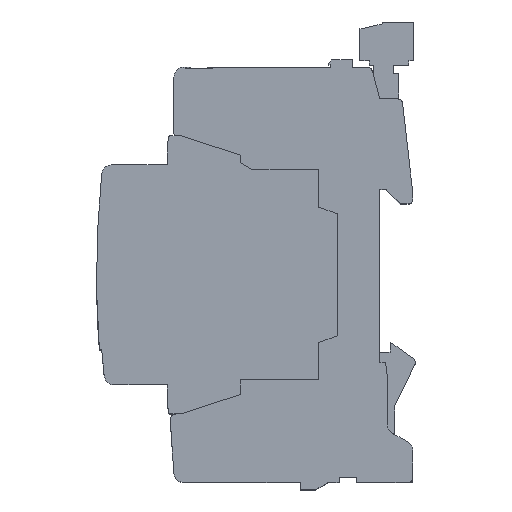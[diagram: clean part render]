
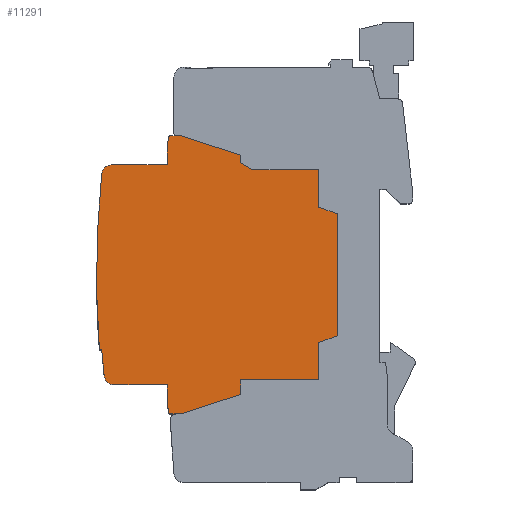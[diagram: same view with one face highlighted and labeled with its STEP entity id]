
A CAD part, top view. The second image highlights one B-rep face of the part: STEP entity #11291.
In plain terms, the highlighted planar face has unit normal (0, 0, 1).
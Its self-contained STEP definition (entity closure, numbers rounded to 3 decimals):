
#1951=DIRECTION('',(1.,0.,0.));
#1952=VECTOR('',#1951,0.839);
#1953=CARTESIAN_POINT('',(-41.65,28.5,26.6));
#1954=LINE('',#1953,#1952);
#3629=DIRECTION('',(1.,0.,0.));
#3630=VECTOR('',#3629,1.15);
#3631=CARTESIAN_POINT('',(-42.8,-28.5,26.6));
#3632=LINE('',#3631,#3630);
#3633=CARTESIAN_POINT('',(-42.8,-28.,26.6));
#3634=DIRECTION('',(0.,0.,1.));
#3635=DIRECTION('',(-0.998,-0.07,0.));
#3636=AXIS2_PLACEMENT_3D('',#3633,#3634,#3635);
#3638=DIRECTION('',(0.07,-0.998,0.));
#3639=VECTOR('',#3638,2.889);
#3640=CARTESIAN_POINT('',(-43.5,-25.153,26.6));
#3641=LINE('',#3640,#3639);
#3642=DIRECTION('',(0.,-1.,0.));
#3643=VECTOR('',#3642,2.653);
#3644=CARTESIAN_POINT('',(-43.5,-22.5,26.6));
#3645=LINE('',#3644,#3643);
#3646=CARTESIAN_POINT('',(-54.435,-20.5,26.6));
#3647=DIRECTION('',(0.,0.,1.));
#3648=DIRECTION('',(-0.995,-0.104,0.));
#3649=AXIS2_PLACEMENT_3D('',#3646,#3647,#3648);
#3651=CARTESIAN_POINT('',(142.,0.,26.6));
#3652=DIRECTION('',(0.,0.,1.));
#3653=DIRECTION('',(-0.997,-0.077,0.));
#3654=AXIS2_PLACEMENT_3D('',#3651,#3652,#3653);
#3656=DIRECTION('',(1.,0.,0.));
#3657=VECTOR('',#3656,0.5);
#3658=CARTESIAN_POINT('',(-57.41,-15.348,26.6));
#3659=LINE('',#3658,#3657);
#3660=CARTESIAN_POINT('',(142.,0.,26.6));
#3661=DIRECTION('',(0.,0.,1.));
#3662=DIRECTION('',(-0.995,0.104,0.));
#3663=AXIS2_PLACEMENT_3D('',#3660,#3661,#3662);
#3665=CARTESIAN_POINT('',(-54.936,20.5,26.6));
#3666=DIRECTION('',(0.,0.,1.));
#3667=DIRECTION('',(0.,1.,0.));
#3668=AXIS2_PLACEMENT_3D('',#3665,#3666,#3667);
#3670=DIRECTION('',(0.,-1.,0.));
#3671=VECTOR('',#3670,2.653);
#3672=CARTESIAN_POINT('',(-43.5,25.153,26.6));
#3673=LINE('',#3672,#3671);
#3674=DIRECTION('',(-0.07,-0.998,0.));
#3675=VECTOR('',#3674,2.889);
#3676=CARTESIAN_POINT('',(-43.298,28.035,26.6));
#3677=LINE('',#3676,#3675);
#3678=CARTESIAN_POINT('',(-42.8,28.,26.6));
#3679=DIRECTION('',(0.,0.,1.));
#3680=DIRECTION('',(0.,1.,0.));
#3681=AXIS2_PLACEMENT_3D('',#3678,#3679,#3680);
#3683=DIRECTION('',(-1.,0.,0.));
#3684=VECTOR('',#3683,1.15);
#3685=CARTESIAN_POINT('',(-41.65,28.5,26.6));
#3686=LINE('',#3685,#3684);
#3707=DIRECTION('',(0.951,-0.309,0.));
#3708=VECTOR('',#3707,12.944);
#3709=CARTESIAN_POINT('',(-40.811,28.5,26.6));
#3710=LINE('',#3709,#3708);
#3735=DIRECTION('',(0.,1.,0.));
#3736=VECTOR('',#3735,1.557);
#3737=CARTESIAN_POINT('',(-28.5,22.943,26.6));
#3738=LINE('',#3737,#3736);
#3763=DIRECTION('',(0.866,-0.5,0.));
#3764=VECTOR('',#3763,2.887);
#3765=CARTESIAN_POINT('',(-28.5,22.943,26.6));
#3766=LINE('',#3765,#3764);
#3791=DIRECTION('',(-1.,0.,0.));
#3792=VECTOR('',#3791,13.5);
#3793=CARTESIAN_POINT('',(-12.5,21.5,26.6));
#3794=LINE('',#3793,#3792);
#3819=DIRECTION('',(0.,-1.,0.));
#3820=VECTOR('',#3819,7.617);
#3821=CARTESIAN_POINT('',(-12.5,21.5,26.6));
#3822=LINE('',#3821,#3820);
#3847=DIRECTION('',(0.94,-0.342,0.));
#3848=VECTOR('',#3847,4.044);
#3849=CARTESIAN_POINT('',(-12.5,13.883,26.6));
#3850=LINE('',#3849,#3848);
#3875=DIRECTION('',(0.,-1.,0.));
#3876=VECTOR('',#3875,25.);
#3877=CARTESIAN_POINT('',(-8.7,12.5,26.6));
#3878=LINE('',#3877,#3876);
#3903=DIRECTION('',(-0.94,-0.342,0.));
#3904=VECTOR('',#3903,4.044);
#3905=CARTESIAN_POINT('',(-8.7,-12.5,26.6));
#3906=LINE('',#3905,#3904);
#3931=DIRECTION('',(0.,-1.,0.));
#3932=VECTOR('',#3931,7.617);
#3933=CARTESIAN_POINT('',(-12.5,-13.883,26.6));
#3934=LINE('',#3933,#3932);
#3959=DIRECTION('',(-1.,0.,0.));
#3960=VECTOR('',#3959,16.);
#3961=CARTESIAN_POINT('',(-12.5,-21.5,26.6));
#3962=LINE('',#3961,#3960);
#3987=DIRECTION('',(0.,-1.,0.));
#3988=VECTOR('',#3987,3.);
#3989=CARTESIAN_POINT('',(-28.5,-21.5,26.6));
#3990=LINE('',#3989,#3988);
#4015=DIRECTION('',(-0.951,-0.309,0.));
#4016=VECTOR('',#4015,12.944);
#4017=CARTESIAN_POINT('',(-28.5,-24.5,26.6));
#4018=LINE('',#4017,#4016);
#4043=DIRECTION('',(-1.,0.,0.));
#4044=VECTOR('',#4043,0.839);
#4045=CARTESIAN_POINT('',(-40.811,-28.5,26.6));
#4046=LINE('',#4045,#4044);
#4193=DIRECTION('',(1.,0.,0.));
#4194=VECTOR('',#4193,10.935);
#4195=CARTESIAN_POINT('',(-54.435,-22.5,26.6));
#4196=LINE('',#4195,#4194);
#4243=DIRECTION('',(-1.,0.,0.));
#4244=VECTOR('',#4243,11.436);
#4245=CARTESIAN_POINT('',(-43.5,22.5,26.6));
#4246=LINE('',#4245,#4244);
#6223=CARTESIAN_POINT('',(-42.8,28.5,26.6));
#6224=CARTESIAN_POINT('',(-43.298,28.035,26.6));
#6225=VERTEX_POINT('',#6223);
#6226=VERTEX_POINT('',#6224);
#6227=CARTESIAN_POINT('',(-43.5,25.153,26.6));
#6228=VERTEX_POINT('',#6227);
#6229=CARTESIAN_POINT('',(-43.5,22.5,26.6));
#6230=VERTEX_POINT('',#6229);
#6231=CARTESIAN_POINT('',(-54.936,22.5,26.6));
#6232=CARTESIAN_POINT('',(-56.925,20.707,26.6));
#6233=VERTEX_POINT('',#6231);
#6234=VERTEX_POINT('',#6232);
#6235=CARTESIAN_POINT('',(-57.41,-15.348,26.6));
#6236=VERTEX_POINT('',#6235);
#6237=CARTESIAN_POINT('',(-56.91,-15.348,26.6));
#6238=VERTEX_POINT('',#6237);
#6239=CARTESIAN_POINT('',(-56.424,-20.708,26.6));
#6240=VERTEX_POINT('',#6239);
#6241=CARTESIAN_POINT('',(-54.435,-22.5,26.6));
#6242=VERTEX_POINT('',#6241);
#6243=CARTESIAN_POINT('',(-43.5,-22.5,26.6));
#6244=CARTESIAN_POINT('',(-43.5,-25.153,26.6));
#6245=VERTEX_POINT('',#6243);
#6246=VERTEX_POINT('',#6244);
#6247=CARTESIAN_POINT('',(-43.298,-28.035,26.6));
#6248=VERTEX_POINT('',#6247);
#6249=CARTESIAN_POINT('',(-42.8,-28.5,26.6));
#6250=VERTEX_POINT('',#6249);
#6284=CARTESIAN_POINT('',(-41.65,28.5,26.6));
#6285=CARTESIAN_POINT('',(-40.811,28.5,26.6));
#6286=VERTEX_POINT('',#6284);
#6287=VERTEX_POINT('',#6285);
#6290=CARTESIAN_POINT('',(-28.5,24.5,26.6));
#6291=VERTEX_POINT('',#6290);
#6294=CARTESIAN_POINT('',(-28.5,22.943,26.6));
#6295=VERTEX_POINT('',#6294);
#6298=CARTESIAN_POINT('',(-26.,21.5,26.6));
#6299=VERTEX_POINT('',#6298);
#6302=CARTESIAN_POINT('',(-12.5,21.5,26.6));
#6303=VERTEX_POINT('',#6302);
#6306=CARTESIAN_POINT('',(-12.5,13.883,26.6));
#6307=VERTEX_POINT('',#6306);
#6310=CARTESIAN_POINT('',(-8.7,12.5,26.6));
#6311=VERTEX_POINT('',#6310);
#6314=CARTESIAN_POINT('',(-8.7,-12.5,26.6));
#6315=VERTEX_POINT('',#6314);
#6318=CARTESIAN_POINT('',(-12.5,-13.883,26.6));
#6319=VERTEX_POINT('',#6318);
#6322=CARTESIAN_POINT('',(-12.5,-21.5,26.6));
#6323=VERTEX_POINT('',#6322);
#6326=CARTESIAN_POINT('',(-28.5,-21.5,26.6));
#6327=VERTEX_POINT('',#6326);
#6330=CARTESIAN_POINT('',(-28.5,-24.5,26.6));
#6331=VERTEX_POINT('',#6330);
#6334=CARTESIAN_POINT('',(-40.811,-28.5,26.6));
#6335=VERTEX_POINT('',#6334);
#6338=CARTESIAN_POINT('',(-41.65,-28.5,26.6));
#6339=VERTEX_POINT('',#6338);
#11229=CARTESIAN_POINT('',(-12.5,0.,26.6));
#11230=DIRECTION('',(0.,0.,1.));
#11231=DIRECTION('',(1.,0.,0.));
#11232=AXIS2_PLACEMENT_3D('',#11229,#11230,#11231);
#11233=PLANE('',#11232);
#11234=ORIENTED_EDGE('',*,*,#8741,.T.);
#11236=ORIENTED_EDGE('',*,*,#11235,.T.);
#11238=ORIENTED_EDGE('',*,*,#11237,.F.);
#11240=ORIENTED_EDGE('',*,*,#11239,.T.);
#11242=ORIENTED_EDGE('',*,*,#11241,.F.);
#11244=ORIENTED_EDGE('',*,*,#11243,.T.);
#11246=ORIENTED_EDGE('',*,*,#11245,.T.);
#11248=ORIENTED_EDGE('',*,*,#11247,.T.);
#11250=ORIENTED_EDGE('',*,*,#11249,.T.);
#11252=ORIENTED_EDGE('',*,*,#11251,.T.);
#11254=ORIENTED_EDGE('',*,*,#11253,.T.);
#11256=ORIENTED_EDGE('',*,*,#11255,.T.);
#11258=ORIENTED_EDGE('',*,*,#11257,.T.);
#11260=ORIENTED_EDGE('',*,*,#11259,.T.);
#11261=ORIENTED_EDGE('',*,*,#8636,.F.);
#11263=ORIENTED_EDGE('',*,*,#11262,.F.);
#11265=ORIENTED_EDGE('',*,*,#11264,.F.);
#11267=ORIENTED_EDGE('',*,*,#11266,.F.);
#11269=ORIENTED_EDGE('',*,*,#11268,.F.);
#11271=ORIENTED_EDGE('',*,*,#11270,.F.);
#11273=ORIENTED_EDGE('',*,*,#11272,.F.);
#11275=ORIENTED_EDGE('',*,*,#11274,.F.);
#11277=ORIENTED_EDGE('',*,*,#11276,.F.);
#11279=ORIENTED_EDGE('',*,*,#11278,.F.);
#11281=ORIENTED_EDGE('',*,*,#11280,.F.);
#11283=ORIENTED_EDGE('',*,*,#11282,.F.);
#11285=ORIENTED_EDGE('',*,*,#11284,.F.);
#11287=ORIENTED_EDGE('',*,*,#11286,.F.);
#11288=ORIENTED_EDGE('',*,*,#10603,.F.);
#11289=EDGE_LOOP('',(#11234,#11236,#11238,#11240,#11242,#11244,#11246,#11248,
#11250,#11252,#11254,#11256,#11258,#11260,#11261,#11263,#11265,#11267,#11269,
#11271,#11273,#11275,#11277,#11279,#11281,#11283,#11285,#11287,#11288));
#11290=FACE_OUTER_BOUND('',#11289,.F.);
#11291=ADVANCED_FACE('',(#11290),#11233,.T.);
#3637=CIRCLE('',#3636,0.5);
#3650=CIRCLE('',#3649,2.);
#3655=CIRCLE('',#3654,199.501);
#3664=CIRCLE('',#3663,200.);
#3669=CIRCLE('',#3668,2.);
#3682=CIRCLE('',#3681,0.5);
#8636=EDGE_CURVE('',#6250,#6339,#3632,.T.);
#8741=EDGE_CURVE('',#6286,#6287,#1954,.T.);
#10603=EDGE_CURVE('',#6286,#6225,#3686,.T.);
#11235=EDGE_CURVE('',#6287,#6291,#3710,.T.);
#11237=EDGE_CURVE('',#6295,#6291,#3738,.T.);
#11239=EDGE_CURVE('',#6295,#6299,#3766,.T.);
#11241=EDGE_CURVE('',#6303,#6299,#3794,.T.);
#11243=EDGE_CURVE('',#6303,#6307,#3822,.T.);
#11245=EDGE_CURVE('',#6307,#6311,#3850,.T.);
#11247=EDGE_CURVE('',#6311,#6315,#3878,.T.);
#11249=EDGE_CURVE('',#6315,#6319,#3906,.T.);
#11251=EDGE_CURVE('',#6319,#6323,#3934,.T.);
#11253=EDGE_CURVE('',#6323,#6327,#3962,.T.);
#11255=EDGE_CURVE('',#6327,#6331,#3990,.T.);
#11257=EDGE_CURVE('',#6331,#6335,#4018,.T.);
#11259=EDGE_CURVE('',#6335,#6339,#4046,.T.);
#11262=EDGE_CURVE('',#6248,#6250,#3637,.T.);
#11264=EDGE_CURVE('',#6246,#6248,#3641,.T.);
#11266=EDGE_CURVE('',#6245,#6246,#3645,.T.);
#11268=EDGE_CURVE('',#6242,#6245,#4196,.T.);
#11270=EDGE_CURVE('',#6240,#6242,#3650,.T.);
#11272=EDGE_CURVE('',#6238,#6240,#3655,.T.);
#11274=EDGE_CURVE('',#6236,#6238,#3659,.T.);
#11276=EDGE_CURVE('',#6234,#6236,#3664,.T.);
#11278=EDGE_CURVE('',#6233,#6234,#3669,.T.);
#11280=EDGE_CURVE('',#6230,#6233,#4246,.T.);
#11282=EDGE_CURVE('',#6228,#6230,#3673,.T.);
#11284=EDGE_CURVE('',#6226,#6228,#3677,.T.);
#11286=EDGE_CURVE('',#6225,#6226,#3682,.T.);
